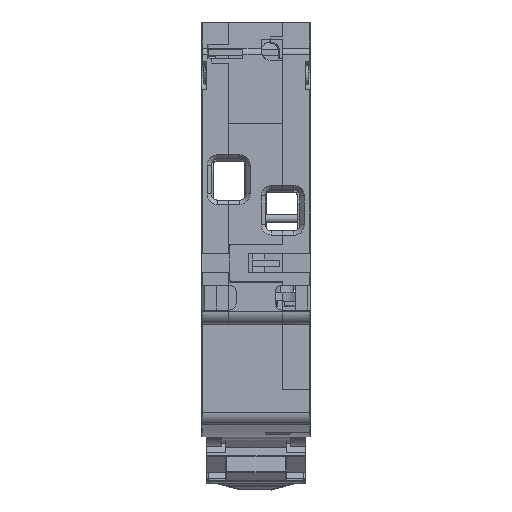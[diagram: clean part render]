
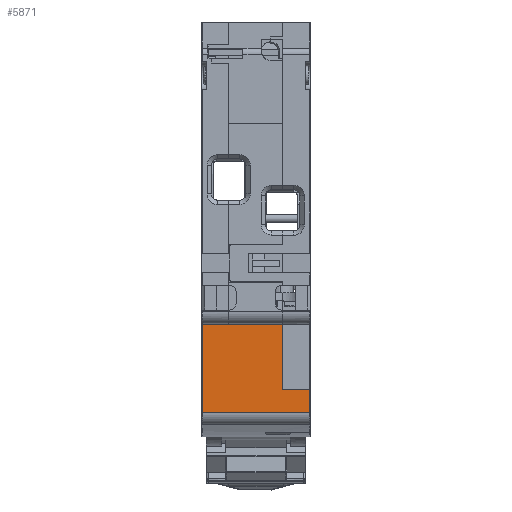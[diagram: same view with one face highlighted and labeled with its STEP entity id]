
A CAD part, left-side view. The second image highlights one B-rep face of the part: STEP entity #5871.
In plain terms, the highlighted planar face has unit normal (-1, 0, 0).
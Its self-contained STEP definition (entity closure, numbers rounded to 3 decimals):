
#932 = EDGE_CURVE ( 'NONE', #49926, #10784, #20888, .T. ) ;
#1585 = VECTOR ( 'NONE', #41893, 1000. ) ;
#2556 = DIRECTION ( 'NONE',  ( 0., 0., 1. ) ) ;
#3114 = EDGE_LOOP ( 'NONE', ( #42776, #17904, #38717, #42941, #43207, #42264 ) ) ;
#3714 = LINE ( 'NONE', #21478, #17903 ) ;
#3770 = VERTEX_POINT ( 'NONE', #15377 ) ;
#4342 = VECTOR ( 'NONE', #35811, 1000. ) ;
#5871 = ADVANCED_FACE ( 'NONE', ( #13120 ), #6588, .T. ) ;
#6588 = PLANE ( 'NONE',  #27820 ) ;
#8100 = EDGE_CURVE ( 'NONE', #30773, #47921, #3714, .T. ) ;
#10675 = CARTESIAN_POINT ( 'NONE',  ( -23.15, -4.4, -40.658 ) ) ;
#10784 = VERTEX_POINT ( 'NONE', #18387 ) ;
#11259 = CARTESIAN_POINT ( 'NONE',  ( -23.15, -8.8, -35.2 ) ) ;
#13120 = FACE_OUTER_BOUND ( 'NONE', #3114, .T. ) ;
#15377 = CARTESIAN_POINT ( 'NONE',  ( -23.15, -8.8, -39.008 ) ) ;
#16028 = EDGE_CURVE ( 'NONE', #30828, #3770, #29345, .T. ) ;
#17903 = VECTOR ( 'NONE', #33252, 1000. ) ;
#17904 = ORIENTED_EDGE ( 'NONE', *, *, #39462, .F. ) ;
#18387 = CARTESIAN_POINT ( 'NONE',  ( -23.15, -4.4, -35.2 ) ) ;
#18404 = VECTOR ( 'NONE', #31557, 1000. ) ;
#20888 = LINE ( 'NONE', #38984, #18404 ) ;
#21478 = CARTESIAN_POINT ( 'NONE',  ( -23.15, 0., -24.6 ) ) ;
#22259 = DIRECTION ( 'NONE',  ( -1., 0., 0. ) ) ;
#22602 = DIRECTION ( 'NONE',  ( 0., 0., 1. ) ) ;
#24810 = CARTESIAN_POINT ( 'NONE',  ( -23.15, -4.4, -24.6 ) ) ;
#26874 = DIRECTION ( 'NONE',  ( 0., 0., 1. ) ) ;
#27820 = AXIS2_PLACEMENT_3D ( 'NONE', #34040, #22259, #22602 ) ;
#28807 = CARTESIAN_POINT ( 'NONE',  ( -23.15, 8.7, -39.008 ) ) ;
#29345 = LINE ( 'NONE', #37739, #1585 ) ;
#30773 = VERTEX_POINT ( 'NONE', #44226 ) ;
#30828 = VERTEX_POINT ( 'NONE', #28807 ) ;
#31045 = VECTOR ( 'NONE', #26874, 1000. ) ;
#31557 = DIRECTION ( 'NONE',  ( 0., 1., 0. ) ) ;
#32301 = LINE ( 'NONE', #41434, #31045 ) ;
#32757 = VECTOR ( 'NONE', #2556, 1000. ) ;
#33252 = DIRECTION ( 'NONE',  ( 0., -1., 0. ) ) ;
#33408 = LINE ( 'NONE', #47844, #4342 ) ;
#34040 = CARTESIAN_POINT ( 'NONE',  ( -23.15, 0., -40.658 ) ) ;
#35811 = DIRECTION ( 'NONE',  ( 0., 0., 1. ) ) ;
#37739 = CARTESIAN_POINT ( 'NONE',  ( -23.15, 0., -39.008 ) ) ;
#38717 = ORIENTED_EDGE ( 'NONE', *, *, #16028, .T. ) ;
#38984 = CARTESIAN_POINT ( 'NONE',  ( -23.15, 0., -35.2 ) ) ;
#39462 = EDGE_CURVE ( 'NONE', #30828, #30773, #32301, .T. ) ;
#40967 = EDGE_CURVE ( 'NONE', #3770, #49926, #33408, .T. ) ;
#41434 = CARTESIAN_POINT ( 'NONE',  ( -23.15, 8.7, 0. ) ) ;
#41558 = EDGE_CURVE ( 'NONE', #10784, #47921, #43258, .T. ) ;
#41893 = DIRECTION ( 'NONE',  ( 0., -1., 0. ) ) ;
#42264 = ORIENTED_EDGE ( 'NONE', *, *, #41558, .T. ) ;
#42776 = ORIENTED_EDGE ( 'NONE', *, *, #8100, .F. ) ;
#42941 = ORIENTED_EDGE ( 'NONE', *, *, #40967, .T. ) ;
#43207 = ORIENTED_EDGE ( 'NONE', *, *, #932, .T. ) ;
#43258 = LINE ( 'NONE', #10675, #32757 ) ;
#44226 = CARTESIAN_POINT ( 'NONE',  ( -23.15, 8.7, -24.6 ) ) ;
#47844 = CARTESIAN_POINT ( 'NONE',  ( -23.15, -8.8, -40.658 ) ) ;
#47921 = VERTEX_POINT ( 'NONE', #24810 ) ;
#49926 = VERTEX_POINT ( 'NONE', #11259 ) ;
